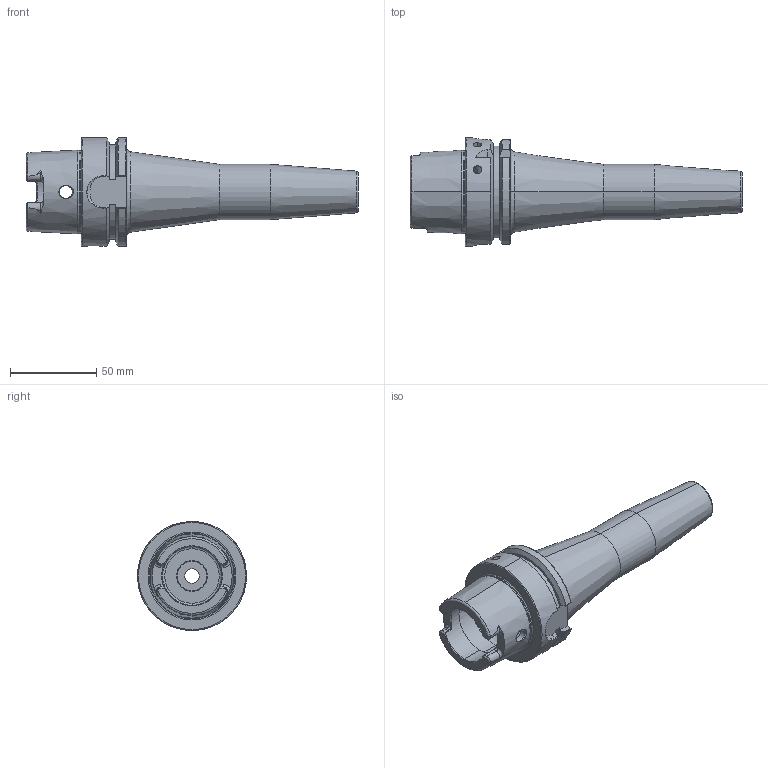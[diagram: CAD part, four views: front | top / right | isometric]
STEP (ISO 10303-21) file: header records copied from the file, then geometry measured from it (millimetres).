
FILE_DESCRIPTION((''),'2;1');
FILE_NAME('HSK63A_BALANCE_20200217','2020-03-09T14:11:41',('eos'),(''),'CREO PARAMETRIC BY PTC INC, 2018500','CREO PARAMETRIC BY PTC INC, 2018500','');
FILE_SCHEMA(('CONFIG_CONTROL_DESIGN'));
Length unit declared in the file: millimetre
Products named in the file (1): HSK63A_BALANCE_20200217
Bounding box: 192 x 63 x 63 mm (x, y, z)
Volume: 191439.5 mm3; surface area: 40882.1 mm2
Topology: 1 solids, 3 shells, 186 faces, 464 edges, 284 vertices
Faces by surface type: plane 57, cylinder 57, cone 43, torus 25, bspline 4
Entity records: 6229 total; most frequent: CARTESIAN_POINT 1806, DIRECTION 924, ORIENTED_EDGE 912, EDGE_CURVE 460, AXIS2_PLACEMENT_3D 366, VERTEX_POINT 284, EDGE_LOOP 200, VECTOR 192
